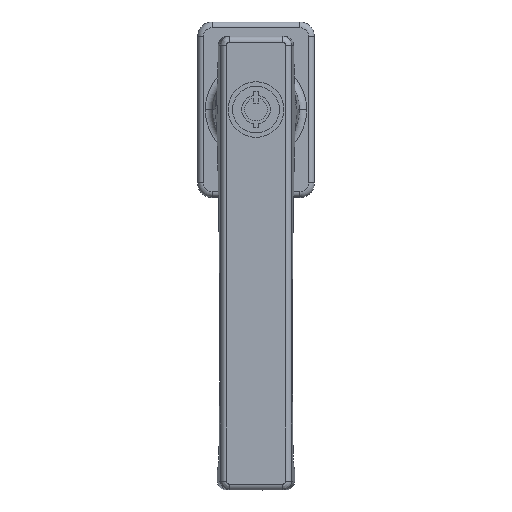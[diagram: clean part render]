
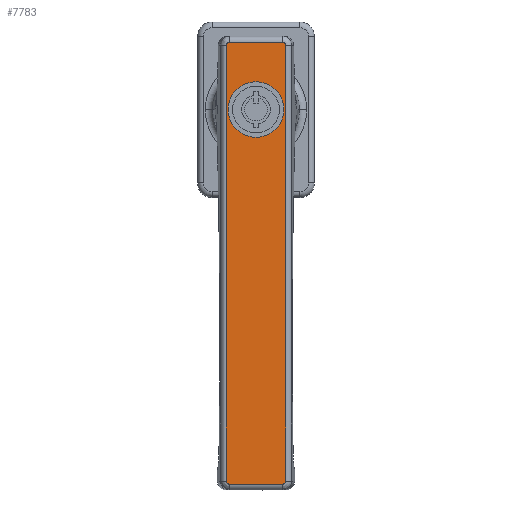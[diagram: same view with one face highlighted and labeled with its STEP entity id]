
A CAD part, top view. The second image highlights one B-rep face of the part: STEP entity #7783.
In plain terms, the highlighted face is planar.
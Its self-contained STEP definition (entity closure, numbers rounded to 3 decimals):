
#687 = EDGE_LOOP ( 'NONE', ( #3011, #3013 ) ) ;
#688 = EDGE_LOOP ( 'NONE', ( #3012, #3015, #3014, #3016, #3017, #3018, #3019, #3020 ) ) ;
#897 =( BOUNDED_CURVE ( )  B_SPLINE_CURVE ( 3, ( #17384, #17385, #17386, #17387 ),
 .UNSPECIFIED., .F., .F. ) 
 B_SPLINE_CURVE_WITH_KNOTS ( ( 4, 4 ),
 ( 1.571, 3.142 ),
 .UNSPECIFIED. ) 
 CURVE ( )  GEOMETRIC_REPRESENTATION_ITEM ( )  RATIONAL_B_SPLINE_CURVE ( ( 1., 0.805, 0.805, 1. ) ) 
 REPRESENTATION_ITEM ( '' )  );
#898 = B_SPLINE_CURVE_WITH_KNOTS ( 'NONE', 3,
 ( #17388, #17395, #17396, #17397, #17398, #17399, #17400, #17401 ),
 .UNSPECIFIED., .F., .F.,
 ( 4, 2, 2, 4 ),
 ( 0., 0.001, 0.001, 0.002 ),
 .UNSPECIFIED. ) ;
#899 = B_SPLINE_CURVE_WITH_KNOTS ( 'NONE', 3,
 ( #17402, #17406, #17407, #17408, #17409, #17410, #17411, #17412 ),
 .UNSPECIFIED., .F., .F.,
 ( 4, 2, 2, 4 ),
 ( 0., 0.001, 0.001, 0.002 ),
 .UNSPECIFIED. ) ;
#900 =( BOUNDED_CURVE ( )  B_SPLINE_CURVE ( 3, ( #17416, #17417, #17418, #17419 ),
 .UNSPECIFIED., .F., .F. ) 
 B_SPLINE_CURVE_WITH_KNOTS ( ( 4, 4 ),
 ( 0., 1.571 ),
 .UNSPECIFIED. ) 
 CURVE ( )  GEOMETRIC_REPRESENTATION_ITEM ( )  RATIONAL_B_SPLINE_CURVE ( ( 1., 0.805, 0.805, 1. ) ) 
 REPRESENTATION_ITEM ( '' )  );
#1839 = CARTESIAN_POINT ( 'NONE',  ( -30., 9.5, 0. ) ) ;
#1840 = CARTESIAN_POINT ( 'NONE',  ( -30., -9.5, 0. ) ) ;
#1877 = CARTESIAN_POINT ( 'NONE',  ( -30., -128., -9.127 ) ) ;
#1878 = CARTESIAN_POINT ( 'NONE',  ( -30., -128., 9.127 ) ) ;
#1879 = CARTESIAN_POINT ( 'NONE',  ( -30., -127., 10.129 ) ) ;
#1880 = CARTESIAN_POINT ( 'NONE',  ( -30., 22., 10.129 ) ) ;
#1881 = CARTESIAN_POINT ( 'NONE',  ( -30., 23., 9.127 ) ) ;
#1882 = CARTESIAN_POINT ( 'NONE',  ( -30., 23., -9.127 ) ) ;
#1883 = CARTESIAN_POINT ( 'NONE',  ( -30., 22., -10.129 ) ) ;
#1884 = CARTESIAN_POINT ( 'NONE',  ( -30., -127., -10.129 ) ) ;
#2161 = VERTEX_POINT ( 'NONE', #1839 ) ;
#2162 = VERTEX_POINT ( 'NONE', #1840 ) ;
#2199 = VERTEX_POINT ( 'NONE', #1877 ) ;
#2200 = VERTEX_POINT ( 'NONE', #1878 ) ;
#2201 = VERTEX_POINT ( 'NONE', #1879 ) ;
#2202 = VERTEX_POINT ( 'NONE', #1880 ) ;
#2203 = VERTEX_POINT ( 'NONE', #1881 ) ;
#2204 = VERTEX_POINT ( 'NONE', #1882 ) ;
#2205 = VERTEX_POINT ( 'NONE', #1883 ) ;
#2206 = VERTEX_POINT ( 'NONE', #1884 ) ;
#3011 = ORIENTED_EDGE ( 'NONE', *, *, #8359, .F. ) ;
#3012 = ORIENTED_EDGE ( 'NONE', *, *, #8361, .T. ) ;
#3013 = ORIENTED_EDGE ( 'NONE', *, *, #8318, .F. ) ;
#3014 = ORIENTED_EDGE ( 'NONE', *, *, #8362, .T. ) ;
#3015 = ORIENTED_EDGE ( 'NONE', *, *, #8360, .T. ) ;
#3016 = ORIENTED_EDGE ( 'NONE', *, *, #8363, .T. ) ;
#3017 = ORIENTED_EDGE ( 'NONE', *, *, #8364, .T. ) ;
#3018 = ORIENTED_EDGE ( 'NONE', *, *, #8365, .T. ) ;
#3019 = ORIENTED_EDGE ( 'NONE', *, *, #8366, .T. ) ;
#3020 = ORIENTED_EDGE ( 'NONE', *, *, #8367, .T. ) ;
#6507 = FACE_BOUND ( 'NONE', #687, .T. ) ;
#6511 = FACE_OUTER_BOUND ( 'NONE', #688, .T. ) ;
#6514 = AXIS2_PLACEMENT_3D ( 'NONE', #6781, #6782, #6783 ) ;
#6780 = PLANE ( 'NONE',  #6514 ) ;
#6781 = CARTESIAN_POINT ( 'NONE',  ( -30., 25., 15. ) ) ;
#6782 = DIRECTION ( 'NONE',  ( 1., 0., 0. ) ) ;
#6783 = DIRECTION ( 'NONE',  ( 0., 1., 0. ) ) ;
#7783 = ADVANCED_FACE ( 'NONE', ( #6507, #6511 ), #6780, .F. ) ;
#8318 = EDGE_CURVE ( 'NONE', #2161, #2162, #16405, .T. ) ;
#8359 = EDGE_CURVE ( 'NONE', #2162, #2161, #16420, .T. ) ;
#8360 = EDGE_CURVE ( 'NONE', #2200, #2201, #897, .T. ) ;
#8361 = EDGE_CURVE ( 'NONE', #2199, #2200, #17389, .T. ) ;
#8362 = EDGE_CURVE ( 'NONE', #2201, #2202, #17392, .T. ) ;
#8363 = EDGE_CURVE ( 'NONE', #2202, #2203, #898, .T. ) ;
#8364 = EDGE_CURVE ( 'NONE', #2203, #2204, #17403, .T. ) ;
#8365 = EDGE_CURVE ( 'NONE', #2204, #2205, #899, .T. ) ;
#8366 = EDGE_CURVE ( 'NONE', #2205, #2206, #17413, .T. ) ;
#8367 = EDGE_CURVE ( 'NONE', #2206, #2199, #900, .T. ) ;
#16292 = AXIS2_PLACEMENT_3D ( 'NONE', #17104, #17105, #17106 ) ;
#16317 = AXIS2_PLACEMENT_3D ( 'NONE', #17381, #17382, #17383 ) ;
#16320 = VECTOR ( 'NONE', #17391, 1000. ) ;
#16322 = VECTOR ( 'NONE', #17394, 1000. ) ;
#16323 = VECTOR ( 'NONE', #17405, 1000. ) ;
#16325 = VECTOR ( 'NONE', #17415, 1000. ) ;
#16405 = CIRCLE ( 'NONE', #16292, 9.5 ) ;
#16420 = CIRCLE ( 'NONE', #16317, 9.5 ) ;
#17104 = CARTESIAN_POINT ( 'NONE',  ( -30., 0., 0. ) ) ;
#17105 = DIRECTION ( 'NONE',  ( -1., 0., 0. ) ) ;
#17106 = DIRECTION ( 'NONE',  ( 0., -1., 0. ) ) ;
#17381 = CARTESIAN_POINT ( 'NONE',  ( -30., 0., 0. ) ) ;
#17382 = DIRECTION ( 'NONE',  ( -1., 0., 0. ) ) ;
#17383 = DIRECTION ( 'NONE',  ( 0., -1., 0. ) ) ;
#17384 = CARTESIAN_POINT ( 'NONE',  ( -30., -128., 9.127 ) ) ;
#17385 = CARTESIAN_POINT ( 'NONE',  ( -30., -128., 9.714 ) ) ;
#17386 = CARTESIAN_POINT ( 'NONE',  ( -30., -127.586, 10.129 ) ) ;
#17387 = CARTESIAN_POINT ( 'NONE',  ( -30., -127., 10.129 ) ) ;
#17388 = CARTESIAN_POINT ( 'NONE',  ( -30., 22., 10.129 ) ) ;
#17389 = LINE ( 'NONE', #17390, #16320 ) ;
#17390 = CARTESIAN_POINT ( 'NONE',  ( -30., -128., 15. ) ) ;
#17391 = DIRECTION ( 'NONE',  ( 0., 0., 1. ) ) ;
#17392 = LINE ( 'NONE', #17393, #16322 ) ;
#17393 = CARTESIAN_POINT ( 'NONE',  ( -30., 25., 10.129 ) ) ;
#17394 = DIRECTION ( 'NONE',  ( 0., 1., 0. ) ) ;
#17395 = CARTESIAN_POINT ( 'NONE',  ( -30., 22.264, 10.129 ) ) ;
#17396 = CARTESIAN_POINT ( 'NONE',  ( -30., 22.523, 10.02 ) ) ;
#17397 = CARTESIAN_POINT ( 'NONE',  ( -30., 22.8, 9.742 ) ) ;
#17398 = CARTESIAN_POINT ( 'NONE',  ( -30., 22.874, 9.631 ) ) ;
#17399 = CARTESIAN_POINT ( 'NONE',  ( -30., 22.974, 9.389 ) ) ;
#17400 = CARTESIAN_POINT ( 'NONE',  ( -30., 23., 9.259 ) ) ;
#17401 = CARTESIAN_POINT ( 'NONE',  ( -30., 23., 9.127 ) ) ;
#17402 = CARTESIAN_POINT ( 'NONE',  ( -30., 23., -9.127 ) ) ;
#17403 = LINE ( 'NONE', #17404, #16323 ) ;
#17404 = CARTESIAN_POINT ( 'NONE',  ( -30., 23., 15. ) ) ;
#17405 = DIRECTION ( 'NONE',  ( 0., 0., -1. ) ) ;
#17406 = CARTESIAN_POINT ( 'NONE',  ( -30., 23., -9.391 ) ) ;
#17407 = CARTESIAN_POINT ( 'NONE',  ( -30., 22.892, -9.65 ) ) ;
#17408 = CARTESIAN_POINT ( 'NONE',  ( -30., 22.615, -9.928 ) ) ;
#17409 = CARTESIAN_POINT ( 'NONE',  ( -30., 22.504, -10.002 ) ) ;
#17410 = CARTESIAN_POINT ( 'NONE',  ( -30., 22.262, -10.103 ) ) ;
#17411 = CARTESIAN_POINT ( 'NONE',  ( -30., 22.132, -10.129 ) ) ;
#17412 = CARTESIAN_POINT ( 'NONE',  ( -30., 22., -10.129 ) ) ;
#17413 = LINE ( 'NONE', #17414, #16325 ) ;
#17414 = CARTESIAN_POINT ( 'NONE',  ( -30., 25., -10.129 ) ) ;
#17415 = DIRECTION ( 'NONE',  ( 0., -1., 0. ) ) ;
#17416 = CARTESIAN_POINT ( 'NONE',  ( -30., -127., -10.129 ) ) ;
#17417 = CARTESIAN_POINT ( 'NONE',  ( -30., -127.586, -10.129 ) ) ;
#17418 = CARTESIAN_POINT ( 'NONE',  ( -30., -128., -9.714 ) ) ;
#17419 = CARTESIAN_POINT ( 'NONE',  ( -30., -128., -9.127 ) ) ;
